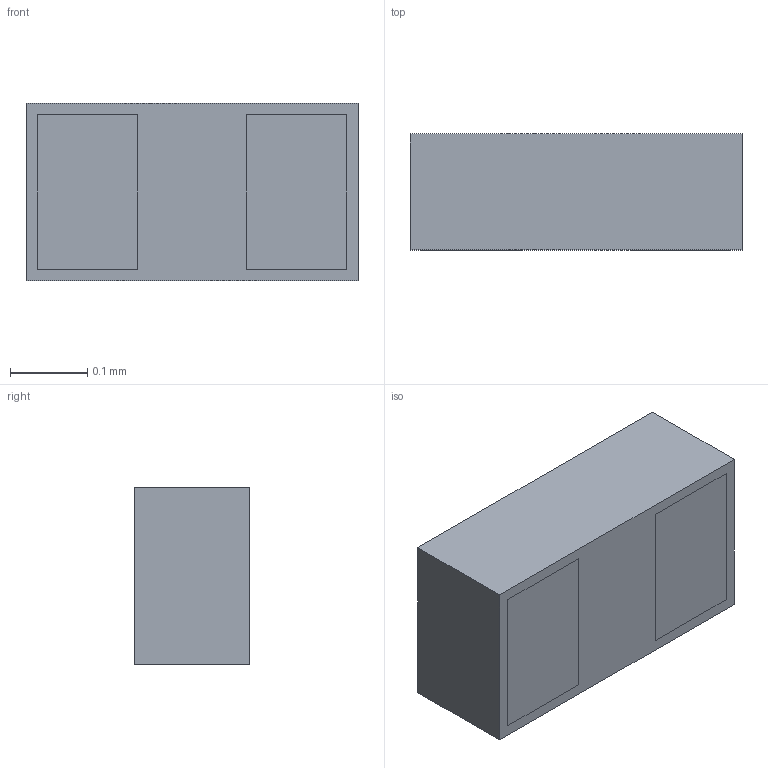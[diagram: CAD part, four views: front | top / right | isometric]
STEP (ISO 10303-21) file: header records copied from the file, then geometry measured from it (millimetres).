
FILE_DESCRIPTION(/* description */ ('Unknown'),/* implementation_level */ '2;1');
FILE_NAME(/* name */ 'X4-PCSP0402-2',/* time_stamp */ '2022-09-30T14:15:31+08:00',/* author */ ('Unknown'),/* organization */ ('Unknown'),/* preprocessor_version */ 'ST-DEVELOPER v18.102',/* originating_system */ 'Solid Edge',/* authorisation */ 'Unknown');
FILE_SCHEMA (('AUTOMOTIVE_DESIGN {1 0 10303 214 3 1 1}'));
Length unit declared in the file: millimetre
Products named in the file (3): X4-PCSP0402-2; Mold; Pin
Assembly tree (2 placements, depth 2):
  X4-PCSP0402-2
    Mold
    Pin
Bounding box: 0.43 x 0.15 x 0.23 mm (x, y, z)
Volume: 0 mm3; surface area: 0.5 mm2
Topology: 3 solids, 3 shells, 28 faces, 60 edges, 40 vertices
Faces by surface type: plane 28
Entity records: 825 total; most frequent: CARTESIAN_POINT 131, DIRECTION 122, ORIENTED_EDGE 120, EDGE_CURVE 60, LINE 60, VECTOR 60, VERTEX_POINT 40, AXIS2_PLACEMENT_3D 31
